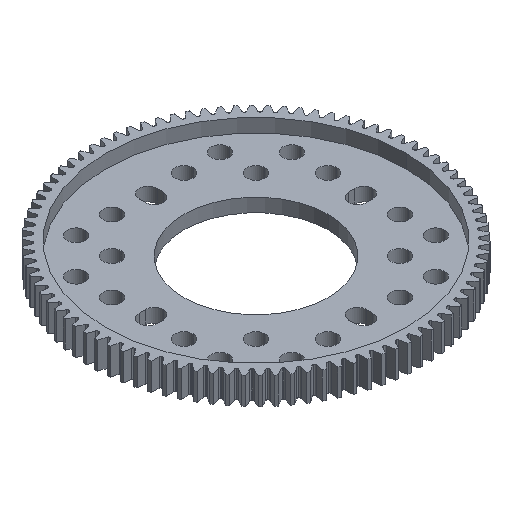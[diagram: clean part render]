
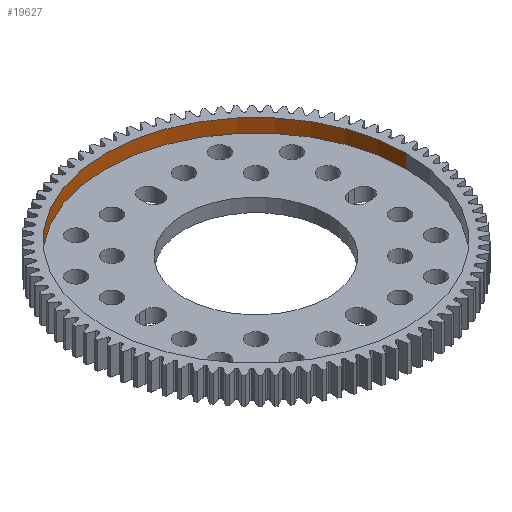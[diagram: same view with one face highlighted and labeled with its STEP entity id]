
A CAD part, isometric view. The second image highlights one B-rep face of the part: STEP entity #19627.
In plain terms, the highlighted cylindrical face has radius 33.5 mm (diameter 67 mm), a partial arc.
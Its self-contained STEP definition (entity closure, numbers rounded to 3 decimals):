
#113 = ORIENTED_EDGE ( 'NONE', *, *, #13373, .T. ) ;
#286 = DIRECTION ( 'NONE',  ( 1., 0., 0. ) ) ;
#2770 = VECTOR ( 'NONE', #11335, 1000. ) ;
#3376 = DIRECTION ( 'NONE',  ( 0., 0., 1. ) ) ;
#4718 = ORIENTED_EDGE ( 'NONE', *, *, #22849, .F. ) ;
#5401 = VECTOR ( 'NONE', #3376, 1000. ) ;
#6411 = CARTESIAN_POINT ( 'NONE',  ( -33.5, 0., 6. ) ) ;
#7877 = CARTESIAN_POINT ( 'NONE',  ( -33.5, 0., 3. ) ) ;
#8063 = DIRECTION ( 'NONE',  ( 1., 0., 0. ) ) ;
#11335 = DIRECTION ( 'NONE',  ( 0., 0., 1. ) ) ;
#11426 = CARTESIAN_POINT ( 'NONE',  ( 0., 0., 3. ) ) ;
#11915 = CARTESIAN_POINT ( 'NONE',  ( 33.5, 0., 6. ) ) ;
#13308 = LINE ( 'NONE', #17360, #2770 ) ;
#13373 = EDGE_CURVE ( 'NONE', #21326, #27917, #13308, .T. ) ;
#14905 = DIRECTION ( 'NONE',  ( 0., 0., 1. ) ) ;
#15914 = AXIS2_PLACEMENT_3D ( 'NONE', #34779, #14905, #286 ) ;
#16618 = CARTESIAN_POINT ( 'NONE',  ( 0., 0., 3. ) ) ;
#17360 = CARTESIAN_POINT ( 'NONE',  ( 33.5, 0., 3. ) ) ;
#19627 = ADVANCED_FACE ( 'NONE', ( #21141 ), #29385, .F. ) ;
#21141 = FACE_OUTER_BOUND ( 'NONE', #33213, .T. ) ;
#21326 = VERTEX_POINT ( 'NONE', #28694 ) ;
#21946 = EDGE_CURVE ( 'NONE', #36221, #36836, #27429, .T. ) ;
#22849 = EDGE_CURVE ( 'NONE', #21326, #36221, #25552, .T. ) ;
#24557 = CIRCLE ( 'NONE', #15914, 33.5 ) ;
#25117 = DIRECTION ( 'NONE',  ( 0., 0., 1. ) ) ;
#25552 = CIRCLE ( 'NONE', #36404, 33.5 ) ;
#26172 = DIRECTION ( 'NONE',  ( 1., 0., 0. ) ) ;
#27429 = LINE ( 'NONE', #33148, #5401 ) ;
#27917 = VERTEX_POINT ( 'NONE', #11915 ) ;
#28694 = CARTESIAN_POINT ( 'NONE',  ( 33.5, 0., 3. ) ) ;
#29385 = CYLINDRICAL_SURFACE ( 'NONE', #31763, 33.5 ) ;
#31602 = EDGE_CURVE ( 'NONE', #27917, #36836, #24557, .T. ) ;
#31763 = AXIS2_PLACEMENT_3D ( 'NONE', #16618, #25117, #8063 ) ;
#32010 = DIRECTION ( 'NONE',  ( 0., 0., 1. ) ) ;
#32218 = ORIENTED_EDGE ( 'NONE', *, *, #31602, .T. ) ;
#33148 = CARTESIAN_POINT ( 'NONE',  ( -33.5, 0., 3. ) ) ;
#33213 = EDGE_LOOP ( 'NONE', ( #33372, #4718, #113, #32218 ) ) ;
#33372 = ORIENTED_EDGE ( 'NONE', *, *, #21946, .F. ) ;
#34779 = CARTESIAN_POINT ( 'NONE',  ( 0., 0., 6. ) ) ;
#36221 = VERTEX_POINT ( 'NONE', #7877 ) ;
#36404 = AXIS2_PLACEMENT_3D ( 'NONE', #11426, #32010, #26172 ) ;
#36836 = VERTEX_POINT ( 'NONE', #6411 ) ;
